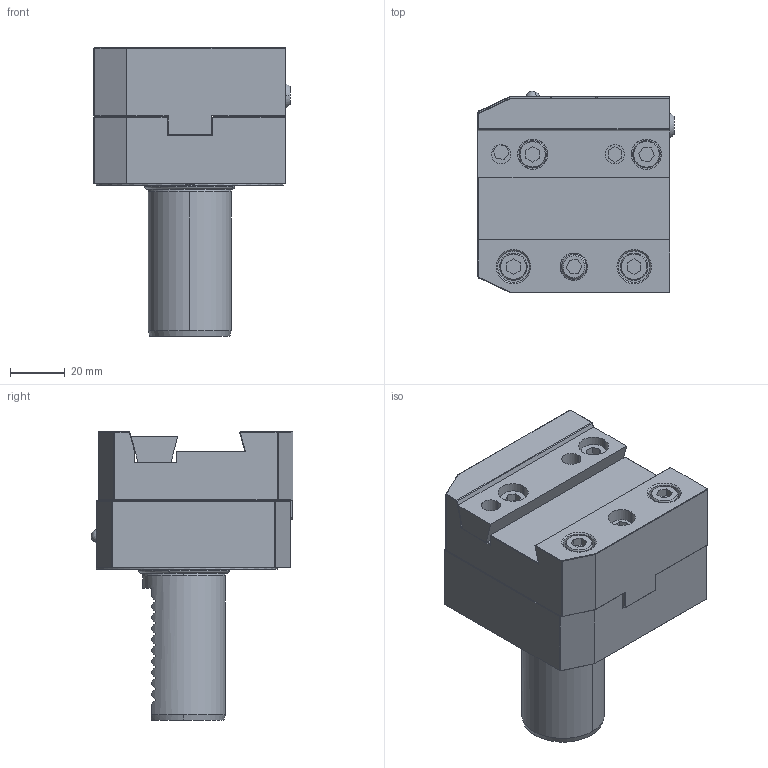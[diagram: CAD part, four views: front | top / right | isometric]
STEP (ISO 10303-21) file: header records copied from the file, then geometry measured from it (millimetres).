
FILE_DESCRIPTION (( 'STEP AP203' ), '1' );
FILE_NAME ('309.65.26.STEP', '2016-11-26T06:42:09', ( '' ), ( '' ), 'SwSTEP 2.0', 'SolidWorks 2012', '' );
FILE_SCHEMA (( 'CONFIG_CONTROL_DESIGN' ));
Products named in the file (13): 偏心調整轉軸; 309.65.26; 10.5小O型環; 29.4大O型環; 皿頭_M4xP0.7x8L; VDI30H1修改; M6x25; VDI30H1-1; M6x12; M6x16; 6止水鉚珠; VDI30_H1_26; 2-44100006N4出水銅嘴
Assembly tree (15 placements, depth 2):
  309.65.26
    VDI30_H1_26
    6止水鉚珠
    2-44100006N4出水銅嘴
    M6x12  x2
    M6x16  x2
    M6x25  x2
    VDI30H1-1
    VDI30H1修改
    皿頭_M4xP0.7x8L
    偏心調整轉軸
    10.5小O型環
    29.4大O型環
Bounding box: 71.6 x 73.62 x 105.1 mm (x, y, z)
Volume: 256070.9 mm3; surface area: 62263.5 mm2
Topology: 16 solids, 16 shells, 801 faces, 1998 edges, 1232 vertices
Faces by surface type: cylinder 284, plane 259, cone 191, bspline 32, torus 31, sphere 4
Entity records: 55164 total; most frequent: CARTESIAN_POINT 37317, ORIENTED_EDGE 3672, DIRECTION 3193, EDGE_CURVE 1836, AXIS2_PLACEMENT_3D 1157, VERTEX_POINT 1142, VECTOR 879, LINE 879
